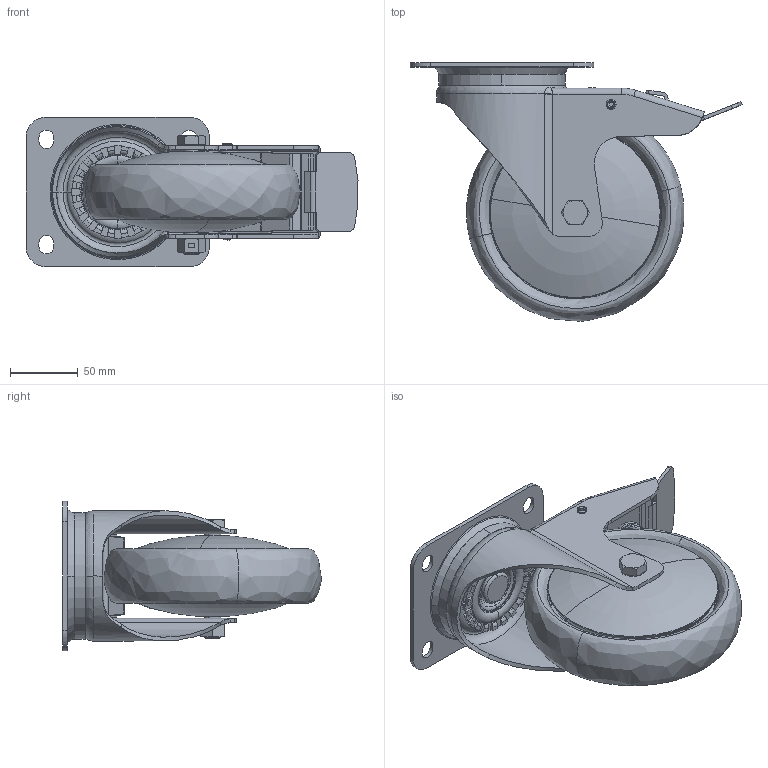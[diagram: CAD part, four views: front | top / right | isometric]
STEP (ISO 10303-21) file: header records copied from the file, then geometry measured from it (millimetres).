
FILE_DESCRIPTION (( 'STEP AP214' ), '1' );
FILE_NAME ('0056191.step', '2023-11-07T09:25:54', ( '' ), ( '' ), 'SwSTEP 2.0', 'SolidWorks 2020', '' );
FILE_SCHEMA (( 'AUTOMOTIVE_DESIGN' ));
Length unit declared in the file: millimetre
Products named in the file (1): 0056191
Bounding box: 244.14 x 189.77 x 110 mm (x, y, z)
Volume: 673910.6 mm3; surface area: 294462.7 mm2
Topology: 18 solids, 19 shells, 1320 faces, 3402 edges, 2094 vertices
Faces by surface type: plane 479, cylinder 323, torus 278, cone 108, sphere 74, bspline 58
Entity records: 63335 total; most frequent: CARTESIAN_POINT 17270, DIRECTION 6775, ORIENTED_EDGE 6516, EDGE_CURVE 3258, AXIS2_PLACEMENT_3D 2736, VERTEX_POINT 2010, CIRCLE 1473, EDGE_LOOP 1408
